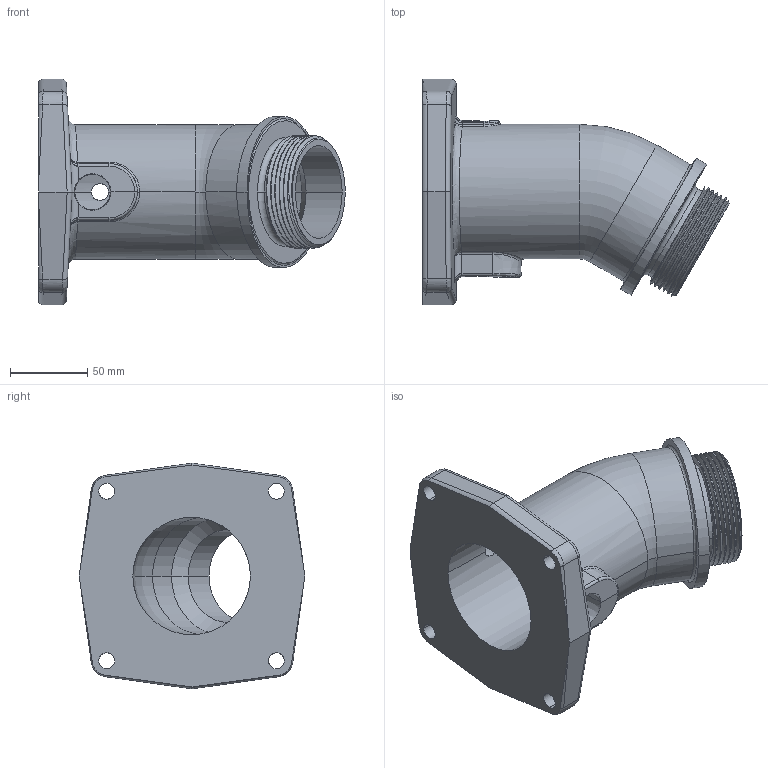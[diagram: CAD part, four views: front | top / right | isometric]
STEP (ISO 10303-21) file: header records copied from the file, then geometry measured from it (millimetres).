
FILE_DESCRIPTION((''),'2;1');
FILE_NAME('D30549_SW0001','2013-12-20T',('cleon'),(''),'PRO/ENGINEER BY PARAMETRIC TECHNOLOGY CORPORATION, 2011180','PRO/ENGINEER BY PARAMETRIC TECHNOLOGY CORPORATION, 2011180','');
FILE_SCHEMA(('CONFIG_CONTROL_DESIGN'));
Length unit declared in the file: inch
Products named in the file (1): D30549_SW0001
Bounding box: 198.71 x 146.31 x 146.31 mm (x, y, z)
Surface area: 139240.4 mm2 (no closed solid volume)
Topology: 0 solids, 1 shells, 142 faces, 345 edges, 201 vertices
Faces by surface type: cylinder 58, bspline 42, plane 26, cone 10, torus 6
Entity records: 8524 total; most frequent: CARTESIAN_POINT 5563, ORIENTED_EDGE 682, DIRECTION 483, EDGE_CURVE 345, VERTEX_POINT 201, AXIS2_PLACEMENT_3D 182, EDGE_LOOP 154, B_SPLINE_CURVE_WITH_KNOTS 144
